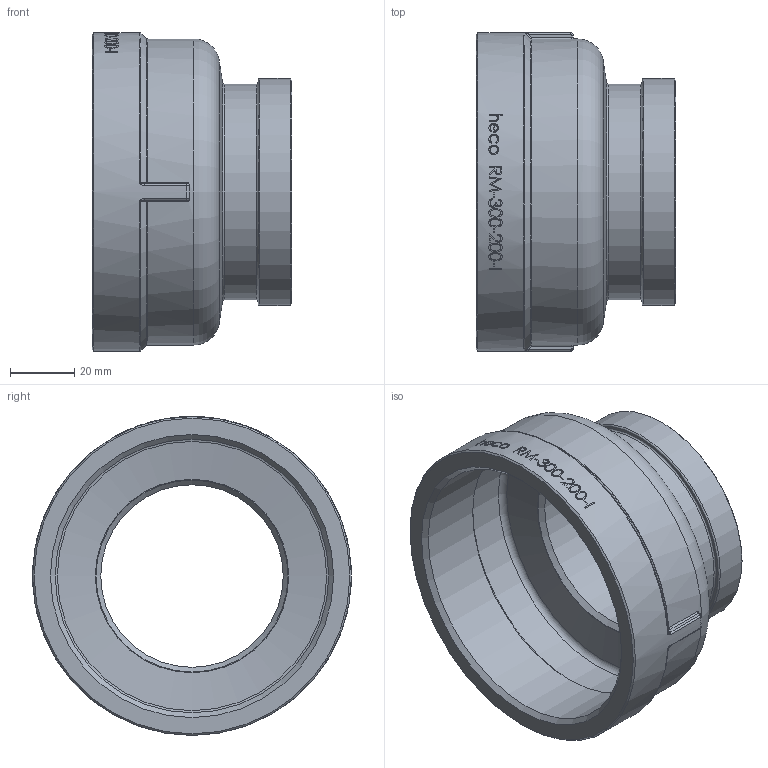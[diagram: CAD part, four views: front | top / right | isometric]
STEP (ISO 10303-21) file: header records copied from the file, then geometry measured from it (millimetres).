
FILE_DESCRIPTION (( 'STEP AP214' ), '1' );
FILE_NAME ('heco_RM-300-200-I Reduziermuffe 2305.STEP', '2023-05-15T08:45:07', ( '' ), ( '' ), 'SwSTEP 2.0', 'SolidWorks 2019', '' );
FILE_SCHEMA (( 'AUTOMOTIVE_DESIGN' ));
Length unit declared in the file: millimetre
Products named in the file (1): heco_RM-300-200-I Reduziermuffe 2305
Bounding box: 62 x 99 x 99.01 mm (x, y, z)
Volume: 96021.8 mm3; surface area: 39770.5 mm2
Topology: 1 solids, 1 shells, 251 faces, 630 edges, 406 vertices
Faces by surface type: bspline 124, plane 56, cylinder 42, torus 15, cone 10, sphere 4
Full cylindrical faces by diameter (mm): 56.656 x1, 67 x1, 70.5 x1, 84.926 x1, 87 x1, 95 x1, 99 x1
Entity records: 27758 total; most frequent: CARTESIAN_POINT 20956, ORIENTED_EDGE 1206, DIRECTION 603, EDGE_CURVE 603, VERTEX_POINT 399, B_SPLINE_CURVE_WITH_KNOTS 385, EDGE_LOOP 298, FACE_OUTER_BOUND 263
